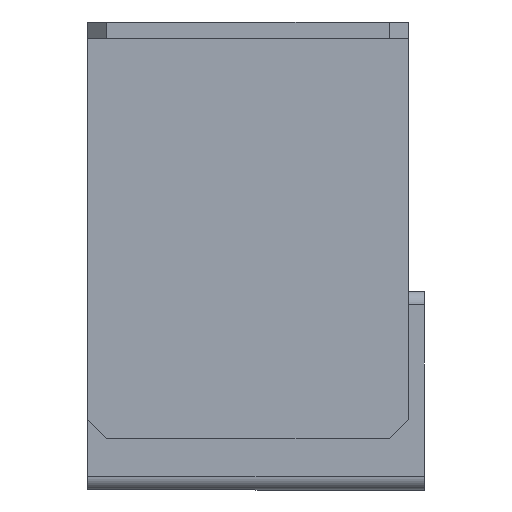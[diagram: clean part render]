
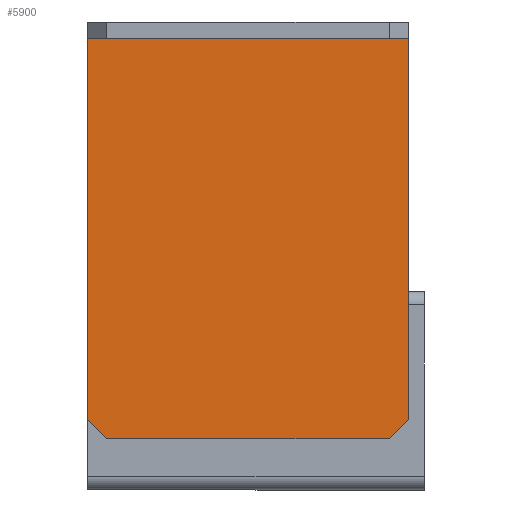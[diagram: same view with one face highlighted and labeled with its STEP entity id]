
A CAD part, left-side view. The second image highlights one B-rep face of the part: STEP entity #5900.
In plain terms, the highlighted face is planar.
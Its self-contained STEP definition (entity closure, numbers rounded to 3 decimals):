
#2948 = CARTESIAN_POINT ( 'NONE',  ( -25., -31.25, 0. ) ) ;
#2959 = FACE_OUTER_BOUND ( 'NONE', #14932, .T. ) ;
#2961 = PLANE ( 'NONE',  #12645 ) ;
#2965 = DIRECTION ( 'NONE',  ( 0., 0., 1. ) ) ;
#2967 = DIRECTION ( 'NONE',  ( 1., 0., 0. ) ) ;
#3508 = CARTESIAN_POINT ( 'NONE',  ( 22., -31.25, 0. ) ) ;
#3514 = CARTESIAN_POINT ( 'NONE',  ( -25., -28.25, 0. ) ) ;
#3536 = CARTESIAN_POINT ( 'NONE',  ( -22., -31.25, 0. ) ) ;
#3814 = CARTESIAN_POINT ( 'NONE',  ( -25., 31.15, 0. ) ) ;
#3828 = CARTESIAN_POINT ( 'NONE',  ( 25., 31.15, 0. ) ) ;
#3830 = CARTESIAN_POINT ( 'NONE',  ( 25., -28.25, 0. ) ) ;
#5303 = VECTOR ( 'NONE', #13716, 1000. ) ;
#5304 = VECTOR ( 'NONE', #13709, 1000. ) ;
#5307 = VECTOR ( 'NONE', #13726, 1000. ) ;
#5308 = VECTOR ( 'NONE', #13759, 1000. ) ;
#5309 = VECTOR ( 'NONE', #13731, 1000. ) ;
#5311 = VECTOR ( 'NONE', #13738, 1000. ) ;
#5550 = EDGE_CURVE ( 'NONE', #14669, #14795, #13773, .T. ) ;
#5551 = EDGE_CURVE ( 'NONE', #12519, #12527, #13760, .T. ) ;
#5552 = EDGE_CURVE ( 'NONE', #12528, #12527, #13750, .T. ) ;
#5553 = EDGE_CURVE ( 'NONE', #14666, #12528, #13725, .T. ) ;
#5554 = EDGE_CURVE ( 'NONE', #14795, #14666, #13714, .T. ) ;
#5561 = EDGE_CURVE ( 'NONE', #12519, #14669, #13733, .T. ) ;
#5900 = ADVANCED_FACE ( 'NONE', ( #2959 ), #2961, .T. ) ;
#12410 = ORIENTED_EDGE ( 'NONE', *, *, #5554, .T. ) ;
#12519 = VERTEX_POINT ( 'NONE', #3814 ) ;
#12527 = VERTEX_POINT ( 'NONE', #3828 ) ;
#12528 = VERTEX_POINT ( 'NONE', #3830 ) ;
#12645 = AXIS2_PLACEMENT_3D ( 'NONE', #2948, #2965, #2967 ) ;
#13709 = DIRECTION ( 'NONE',  ( 1., 0., 0. ) ) ;
#13711 = CARTESIAN_POINT ( 'NONE',  ( -25., -31.25, 0. ) ) ;
#13714 = LINE ( 'NONE', #13711, #5304 ) ;
#13716 = DIRECTION ( 'NONE',  ( 0.707, 0.707, 0. ) ) ;
#13718 = CARTESIAN_POINT ( 'NONE',  ( -1.5, -54.75, 0. ) ) ;
#13725 = LINE ( 'NONE', #13718, #5303 ) ;
#13726 = DIRECTION ( 'NONE',  ( 0., 1., 0. ) ) ;
#13729 = CARTESIAN_POINT ( 'NONE',  ( 25., 31.25, 0. ) ) ;
#13731 = DIRECTION ( 'NONE',  ( 1., 0., 0. ) ) ;
#13733 = LINE ( 'NONE', #13762, #5308 ) ;
#13737 = CARTESIAN_POINT ( 'NONE',  ( -25., 31.15, 0. ) ) ;
#13738 = DIRECTION ( 'NONE',  ( 0.707, -0.707, 0. ) ) ;
#13744 = CARTESIAN_POINT ( 'NONE',  ( -23.5, -29.75, 0. ) ) ;
#13750 = LINE ( 'NONE', #13729, #5307 ) ;
#13759 = DIRECTION ( 'NONE',  ( 0., -1., 0. ) ) ;
#13760 = LINE ( 'NONE', #13737, #5309 ) ;
#13762 = CARTESIAN_POINT ( 'NONE',  ( -25., 31.25, 0. ) ) ;
#13773 = LINE ( 'NONE', #13744, #5311 ) ;
#13985 = ORIENTED_EDGE ( 'NONE', *, *, #5550, .T. ) ;
#14396 = ORIENTED_EDGE ( 'NONE', *, *, #5561, .T. ) ;
#14504 = ORIENTED_EDGE ( 'NONE', *, *, #5553, .T. ) ;
#14513 = ORIENTED_EDGE ( 'NONE', *, *, #5551, .F. ) ;
#14666 = VERTEX_POINT ( 'NONE', #3508 ) ;
#14669 = VERTEX_POINT ( 'NONE', #3514 ) ;
#14684 = ORIENTED_EDGE ( 'NONE', *, *, #5552, .T. ) ;
#14795 = VERTEX_POINT ( 'NONE', #3536 ) ;
#14932 = EDGE_LOOP ( 'NONE', ( #12410, #14504, #14684, #14513, #14396, #13985 ) ) ;
